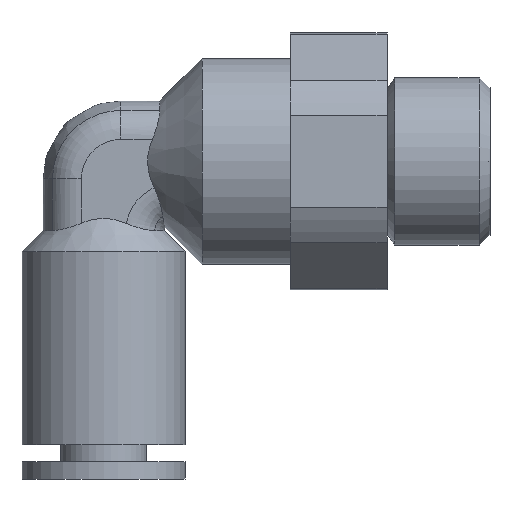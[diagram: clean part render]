
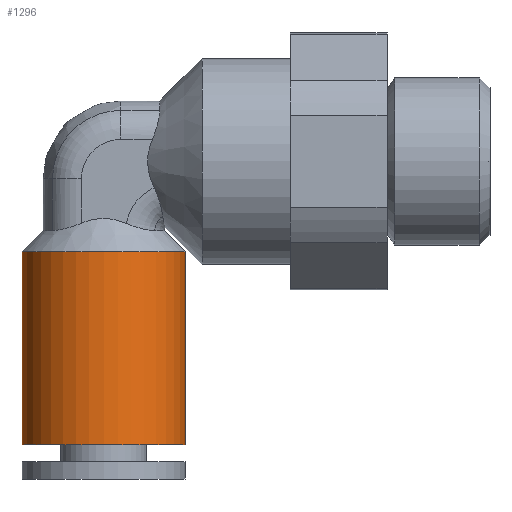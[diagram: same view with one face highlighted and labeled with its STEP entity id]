
A CAD part, left-side view. The second image highlights one B-rep face of the part: STEP entity #1296.
In plain terms, the highlighted cylindrical face has radius 4.75 mm (diameter 9.5 mm), a partial arc.
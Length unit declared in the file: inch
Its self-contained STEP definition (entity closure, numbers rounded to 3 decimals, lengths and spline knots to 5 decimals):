
#183=DIRECTION('',(0.,0.,1.));
#184=VECTOR('',#183,0.44257);
#185=CARTESIAN_POINT('',(0.,0.187,-0.64926));
#186=LINE('',#185,#184);
#187=DIRECTION('',(0.,0.,1.));
#188=VECTOR('',#187,0.44257);
#189=CARTESIAN_POINT('',(0.,-0.187,-0.64926));
#190=LINE('',#189,#188);
#191=CARTESIAN_POINT('',(0.,0.,-0.64926));
#192=DIRECTION('',(0.,0.,1.));
#193=DIRECTION('',(0.,1.,0.));
#194=AXIS2_PLACEMENT_3D('',#191,#192,#193);
#213=CARTESIAN_POINT('',(0.,0.,-0.20669));
#214=DIRECTION('',(0.,0.,1.));
#215=DIRECTION('',(0.,1.,0.));
#216=AXIS2_PLACEMENT_3D('',#213,#214,#215);
#987=CARTESIAN_POINT('',(0.,0.187,-0.64926));
#988=CARTESIAN_POINT('',(0.,0.187,-0.20669));
#989=VERTEX_POINT('',#987);
#990=VERTEX_POINT('',#988);
#999=CARTESIAN_POINT('',(0.,-0.187,-0.64926));
#1000=CARTESIAN_POINT('',(0.,-0.187,-0.20669));
#1001=VERTEX_POINT('',#999);
#1002=VERTEX_POINT('',#1000);
#1284=CARTESIAN_POINT('',(0.,0.,0.0364));
#1285=DIRECTION('',(0.,0.,-1.));
#1286=DIRECTION('',(0.,-1.,0.));
#1287=AXIS2_PLACEMENT_3D('',#1284,#1285,#1286);
#1288=CYLINDRICAL_SURFACE('',#1287,0.187);
#1289=ORIENTED_EDGE('',*,*,#1274,.T.);
#1291=ORIENTED_EDGE('',*,*,#1290,.T.);
#1292=ORIENTED_EDGE('',*,*,#1277,.F.);
#1293=ORIENTED_EDGE('',*,*,#1260,.F.);
#1294=EDGE_LOOP('',(#1289,#1291,#1292,#1293));
#1295=FACE_OUTER_BOUND('',#1294,.F.);
#1296=ADVANCED_FACE('',(#1295),#1288,.T.);
#195=CIRCLE('',#194,0.187);
#217=CIRCLE('',#216,0.187);
#1260=EDGE_CURVE('',#989,#1001,#195,.T.);
#1274=EDGE_CURVE('',#989,#990,#186,.T.);
#1277=EDGE_CURVE('',#1001,#1002,#190,.T.);
#1290=EDGE_CURVE('',#990,#1002,#217,.T.);
